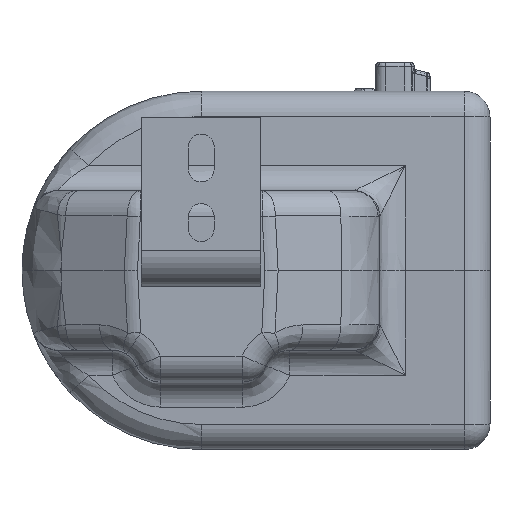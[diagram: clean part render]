
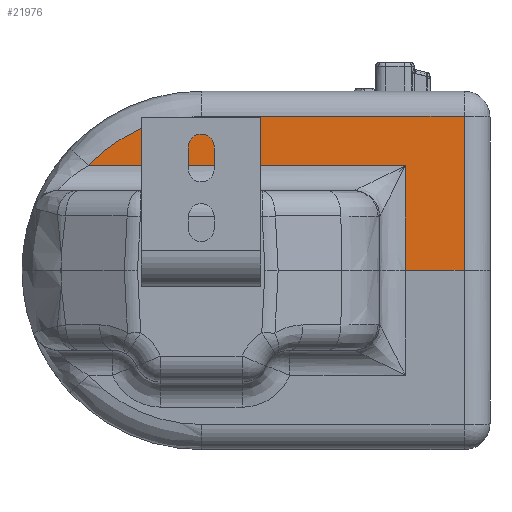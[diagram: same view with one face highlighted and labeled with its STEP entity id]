
A CAD part, left-side view. The second image highlights one B-rep face of the part: STEP entity #21976.
In plain terms, the highlighted face is planar.
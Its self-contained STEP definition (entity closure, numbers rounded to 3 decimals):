
#5553 = CARTESIAN_POINT ( 'NONE',  ( 0., 13., 198. ) ) ;
#5577 = CARTESIAN_POINT ( 'NONE',  ( 52.66, 42.497, 196.621 ) ) ;
#5580 = CARTESIAN_POINT ( 'NONE',  ( 77.34, 13., 195.975 ) ) ;
#5590 = CARTESIAN_POINT ( 'NONE',  ( 0., 42.467, 198. ) ) ;
#5608 = CARTESIAN_POINT ( 'NONE',  ( 77.34, 145., 195.975 ) ) ;
#5653 = CARTESIAN_POINT ( 'NONE',  ( 52.66, 201.495, 196.621 ) ) ;
#10562 = VERTEX_POINT ( 'NONE', #5590 ) ;
#10583 = VERTEX_POINT ( 'NONE', #5577 ) ;
#10597 = VERTEX_POINT ( 'NONE', #5580 ) ;
#10617 = VERTEX_POINT ( 'NONE', #5608 ) ;
#10618 = VERTEX_POINT ( 'NONE', #5553 ) ;
#10643 = VERTEX_POINT ( 'NONE', #5653 ) ;
#13401 = LINE ( 'NONE', #43381, #13404 ) ;
#13404 = VECTOR ( 'NONE', #43429, 1000. ) ;
#13461 = VECTOR ( 'NONE', #43497, 1000. ) ;
#13477 = LINE ( 'NONE', #43505, #13461 ) ;
#13505 = VECTOR ( 'NONE', #43934, 1000. ) ;
#13506 = LINE ( 'NONE', #43936, #13536 ) ;
#13517 = LINE ( 'NONE', #43966, #13505 ) ;
#13536 = VECTOR ( 'NONE', #43998, 1000. ) ;
#14472 = CARTESIAN_POINT ( 'NONE',  ( 0., 0., 198. ) ) ;
#14483 = PLANE ( 'NONE',  #32401 ) ;
#14493 = DIRECTION ( 'NONE',  ( 1., 0., -0.026 ) ) ;
#14507 = DIRECTION ( 'NONE',  ( 0.026, 0., 1. ) ) ;
#14733 = FACE_OUTER_BOUND ( 'NONE', #25170, .T. ) ;
#21976 = ADVANCED_FACE ( 'NONE', ( #14733 ), #14483, .T. ) ;
#23726 = ORIENTED_EDGE ( 'NONE', *, *, #29924, .T. ) ;
#23727 = ORIENTED_EDGE ( 'NONE', *, *, #29982, .T. ) ;
#23730 = ORIENTED_EDGE ( 'NONE', *, *, #29902, .T. ) ;
#23737 = ORIENTED_EDGE ( 'NONE', *, *, #30021, .T. ) ;
#23742 = ORIENTED_EDGE ( 'NONE', *, *, #29985, .F. ) ;
#23751 = ORIENTED_EDGE ( 'NONE', *, *, #29903, .T. ) ;
#25170 = EDGE_LOOP ( 'NONE', ( #23742, #23727, #23726, #23737, #23751, #23730 ) ) ;
#29902 = EDGE_CURVE ( 'NONE', #10583, #10562, #41249, .T. ) ;
#29903 = EDGE_CURVE ( 'NONE', #10643, #10583, #13401, .T. ) ;
#29924 = EDGE_CURVE ( 'NONE', #10597, #10617, #13477, .T. ) ;
#29982 = EDGE_CURVE ( 'NONE', #10618, #10597, #13517, .T. ) ;
#29985 = EDGE_CURVE ( 'NONE', #10618, #10562, #13506, .T. ) ;
#30021 = EDGE_CURVE ( 'NONE', #10617, #10643, #31577, .T. ) ;
#31577 =( BOUNDED_CURVE ( )  B_SPLINE_CURVE ( 3, ( #44110, #44172, #44198, #44202 ),
 .UNSPECIFIED., .F., .T. ) 
 B_SPLINE_CURVE_WITH_KNOTS ( ( 4, 4 ),
 ( 0., 0.824 ),
 .UNSPECIFIED. ) 
 CURVE ( )  GEOMETRIC_REPRESENTATION_ITEM ( )  RATIONAL_B_SPLINE_CURVE ( ( 1., 0.944, 0.944, 1. ) ) 
 REPRESENTATION_ITEM ( '' )  );
#32401 = AXIS2_PLACEMENT_3D ( 'NONE', #14472, #14507, #14493 ) ;
#41249 = B_SPLINE_CURVE_WITH_KNOTS ( 'NONE', 3,
 ( #43402, #43435, #43423, #43384 ),
 .UNSPECIFIED., .F., .F.,
 ( 4, 4 ),
 ( 0., 0.053 ),
 .UNSPECIFIED. ) ;
#43381 = CARTESIAN_POINT ( 'NONE',  ( 52.66, 55., 196.621 ) ) ;
#43384 = CARTESIAN_POINT ( 'NONE',  ( 0., 42.467, 198. ) ) ;
#43402 = CARTESIAN_POINT ( 'NONE',  ( 52.66, 42.497, 196.621 ) ) ;
#43423 = CARTESIAN_POINT ( 'NONE',  ( 17.553, 42.477, 197.54 ) ) ;
#43429 = DIRECTION ( 'NONE',  ( 0., -1., 0. ) ) ;
#43435 = CARTESIAN_POINT ( 'NONE',  ( 35.106, 42.487, 197.081 ) ) ;
#43497 = DIRECTION ( 'NONE',  ( 0., 1., 0. ) ) ;
#43505 = CARTESIAN_POINT ( 'NONE',  ( 77.34, 145., 195.975 ) ) ;
#43934 = DIRECTION ( 'NONE',  ( 1., 0., -0.026 ) ) ;
#43936 = CARTESIAN_POINT ( 'NONE',  ( 0., 0., 198. ) ) ;
#43966 = CARTESIAN_POINT ( 'NONE',  ( 77.34, 13., 195.975 ) ) ;
#43998 = DIRECTION ( 'NONE',  ( 0., 1., 0. ) ) ;
#44110 = CARTESIAN_POINT ( 'NONE',  ( 77.34, 145., 195.975 ) ) ;
#44172 = CARTESIAN_POINT ( 'NONE',  ( 77.34, 166.764, 195.975 ) ) ;
#44198 = CARTESIAN_POINT ( 'NONE',  ( 68.628, 186.707, 196.203 ) ) ;
#44202 = CARTESIAN_POINT ( 'NONE',  ( 52.66, 201.495, 196.621 ) ) ;
